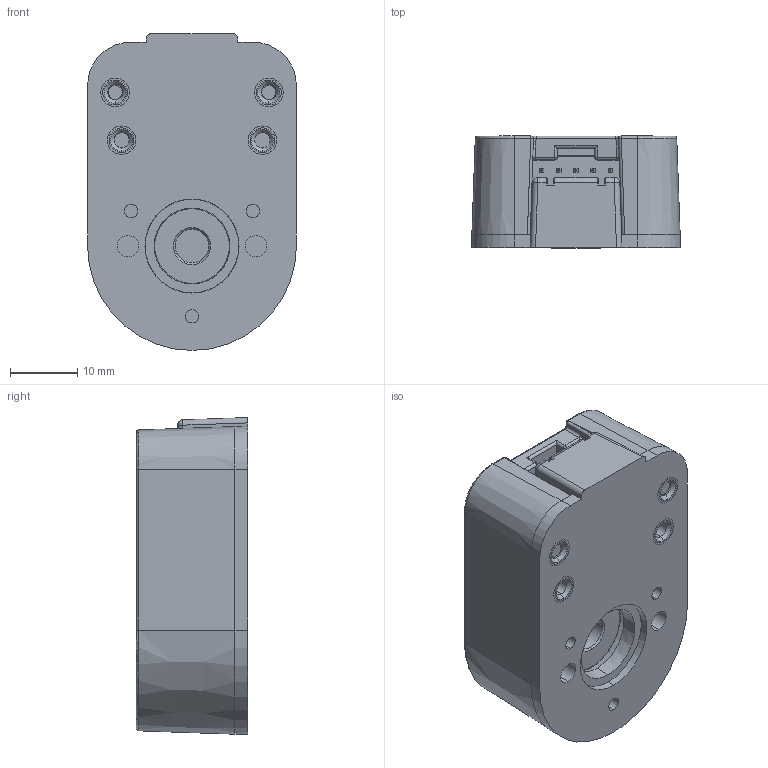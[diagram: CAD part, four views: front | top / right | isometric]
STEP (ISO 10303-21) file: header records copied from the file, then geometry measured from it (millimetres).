
FILE_DESCRIPTION (( 'STEP AP214' ), '1' );
FILE_NAME ('ENC2.STEP', '2018-07-30T20:48:35', ( '' ), ( '' ), 'SwSTEP 2.0', 'SolidWorks 2017', '' );
FILE_SCHEMA (( 'AUTOMOTIVE_DESIGN' ));
Length unit declared in the file: inch
Products named in the file (1): ENC2
Bounding box: 31.05 x 16.59 x 47.14 mm (x, y, z)
Volume: 7766.2 mm3; surface area: 13078.9 mm2
Topology: 12 solids, 13 shells, 1154 faces, 2715 edges, 1628 vertices
Faces by surface type: plane 403, cone 331, cylinder 289, bspline 83, torus 36, sphere 12
Entity records: 52152 total; most frequent: CARTESIAN_POINT 10925, ORIENTED_EDGE 5412, DIRECTION 5356, EDGE_CURVE 2706, AXIS2_PLACEMENT_3D 1899, VERTEX_POINT 1625, LINE 1558, VECTOR 1558
